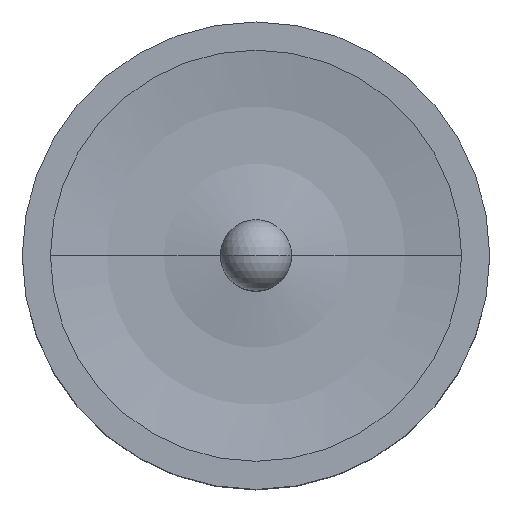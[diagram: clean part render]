
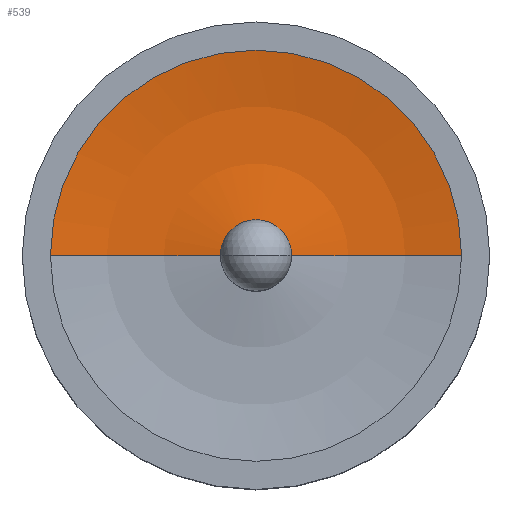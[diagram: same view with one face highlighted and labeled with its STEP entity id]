
A CAD part, top view. The second image highlights one B-rep face of the part: STEP entity #539.
In plain terms, the highlighted toroidal (fillet/blend) face has major radius 0.642 mm and minor radius 2.073 mm.
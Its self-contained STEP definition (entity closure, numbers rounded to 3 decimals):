
#13 = AXIS2_PLACEMENT_3D ( 'NONE', #426, #205, #370 ) ;
#23 = CARTESIAN_POINT ( 'NONE',  ( -0.642, 0., 0.753 ) ) ;
#43 = EDGE_CURVE ( 'NONE', #261, #548, #263, .T. ) ;
#64 = CARTESIAN_POINT ( 'NONE',  ( 0.19, 0., -1.27 ) ) ;
#71 = CARTESIAN_POINT ( 'NONE',  ( -0.19, 0., -1.27 ) ) ;
#81 = EDGE_CURVE ( 'NONE', #261, #586, #554, .T. ) ;
#97 = CARTESIAN_POINT ( 'NONE',  ( 0., 0., -1.27 ) ) ;
#127 = EDGE_CURVE ( 'NONE', #586, #480, #380, .T. ) ;
#151 = CARTESIAN_POINT ( 'NONE',  ( 0.642, 0., 0.753 ) ) ;
#155 = FACE_OUTER_BOUND ( 'NONE', #448, .T. ) ;
#175 = ORIENTED_EDGE ( 'NONE', *, *, #81, .T. ) ;
#189 = AXIS2_PLACEMENT_3D ( 'NONE', #97, #458, #232 ) ;
#198 = DIRECTION ( 'NONE',  ( 0., 1., 0. ) ) ;
#205 = DIRECTION ( 'NONE',  ( 0., 0., 1. ) ) ;
#232 = DIRECTION ( 'NONE',  ( 1., 0., 0. ) ) ;
#244 = DIRECTION ( 'NONE',  ( -1., 0., 0. ) ) ;
#249 = CARTESIAN_POINT ( 'NONE',  ( 1.095, 0., -1.27 ) ) ;
#261 = VERTEX_POINT ( 'NONE', #64 ) ;
#263 = CIRCLE ( 'NONE', #13, 0.19 ) ;
#275 = DIRECTION ( 'NONE',  ( 0., -1., 0. ) ) ;
#328 = CARTESIAN_POINT ( 'NONE',  ( -1.095, 0., -1.27 ) ) ;
#331 = DIRECTION ( 'NONE',  ( 0., 0., 1. ) ) ;
#344 = CIRCLE ( 'NONE', #356, 2.073 ) ;
#356 = AXIS2_PLACEMENT_3D ( 'NONE', #23, #198, #244 ) ;
#370 = DIRECTION ( 'NONE',  ( 1., 0., 0. ) ) ;
#380 = CIRCLE ( 'NONE', #189, 1.095 ) ;
#411 = TOROIDAL_SURFACE ( 'NONE', #491, 0.642, 2.073 ) ;
#426 = CARTESIAN_POINT ( 'NONE',  ( 0., 0., -1.27 ) ) ;
#448 = EDGE_LOOP ( 'NONE', ( #489, #486, #175, #544 ) ) ;
#458 = DIRECTION ( 'NONE',  ( 0., 0., 1. ) ) ;
#471 = AXIS2_PLACEMENT_3D ( 'NONE', #151, #275, #555 ) ;
#480 = VERTEX_POINT ( 'NONE', #328 ) ;
#486 = ORIENTED_EDGE ( 'NONE', *, *, #43, .F. ) ;
#489 = ORIENTED_EDGE ( 'NONE', *, *, #495, .F. ) ;
#491 = AXIS2_PLACEMENT_3D ( 'NONE', #504, #331, #517 ) ;
#495 = EDGE_CURVE ( 'NONE', #548, #480, #344, .T. ) ;
#504 = CARTESIAN_POINT ( 'NONE',  ( 0., 0., 0.753 ) ) ;
#517 = DIRECTION ( 'NONE',  ( 1., 0., 0. ) ) ;
#539 = ADVANCED_FACE ( 'NONE', ( #155 ), #411, .F. ) ;
#544 = ORIENTED_EDGE ( 'NONE', *, *, #127, .T. ) ;
#548 = VERTEX_POINT ( 'NONE', #71 ) ;
#554 = CIRCLE ( 'NONE', #471, 2.073 ) ;
#555 = DIRECTION ( 'NONE',  ( 0., 0., -1. ) ) ;
#586 = VERTEX_POINT ( 'NONE', #249 ) ;
